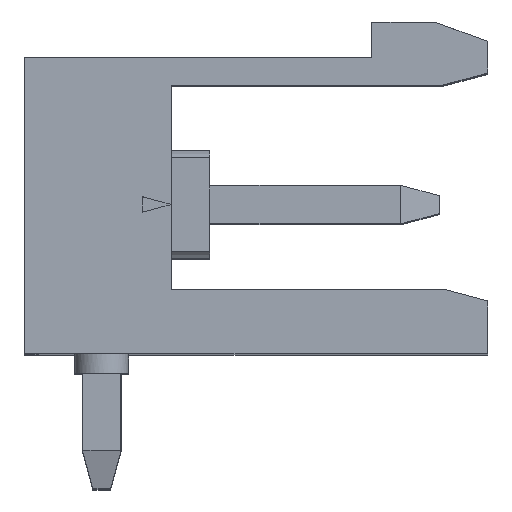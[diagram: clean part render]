
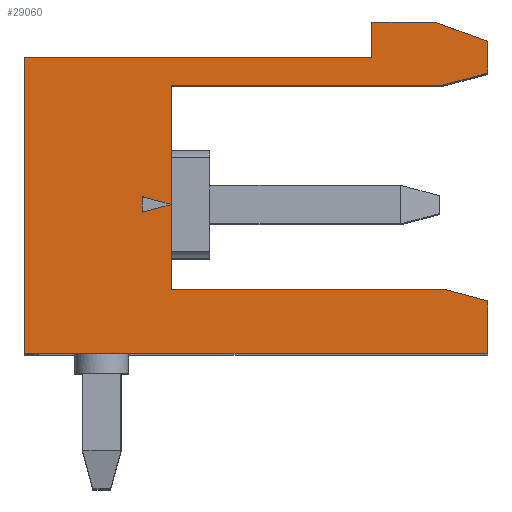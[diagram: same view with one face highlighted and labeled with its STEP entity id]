
A CAD part, top view. The second image highlights one B-rep face of the part: STEP entity #29060.
In plain terms, the highlighted planar face has unit normal (0, 0, 1).
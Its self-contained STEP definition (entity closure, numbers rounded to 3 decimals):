
#10990=CARTESIAN_POINT('',(36.627,45.443
   ,2.54));
#11000=VERTEX_POINT('',#10990);
#11030=CARTESIAN_POINT('',(36.627,0.
   ,2.54));
#11040=DIRECTION('',(0.,-1.,
   0.));
#11050=VECTOR('',#11040,1.);
#11060=LINE('',#11030,#11050);
#11070=CARTESIAN_POINT('',(36.627,37.773
   ,2.54));
#11080=VERTEX_POINT('',#11070);
#11090=EDGE_CURVE('',#11000,#11080,#11060,.T.);
#11770=CARTESIAN_POINT('',(39.677,41.844
   ,2.54));
#11780=VERTEX_POINT('',#11770);
#11930=CARTESIAN_POINT('',(39.677,41.442
   ,2.54));
#11940=VERTEX_POINT('',#11930);
#11970=CARTESIAN_POINT('',(39.677,0.
   ,2.54));
#11980=DIRECTION('',(0.,-1.,
   0.));
#11990=VECTOR('',#11980,1.);
#12000=LINE('',#11970,#11990);
#12010=EDGE_CURVE('',#11780,#11940,#12000,.T.);
#12220=CARTESIAN_POINT('',(48.627,45.048
   ,2.54));
#12230=VERTEX_POINT('',#12220);
#12400=CARTESIAN_POINT('',(47.464,44.736
   ,2.54));
#12410=VERTEX_POINT('',#12400);
#12440=CARTESIAN_POINT('',(0.,32.018
   ,2.54));
#12450=DIRECTION('',(0.966,0.259,
   0.));
#12460=VECTOR('',#12450,1.);
#12470=LINE('',#12440,#12460);
#12480=EDGE_CURVE('',#12410,#12230,#12470,.T.);
#15960=CARTESIAN_POINT('',(48.627,0.
   ,2.54));
#15970=DIRECTION('',(0.,1.,
   0.));
#15980=VECTOR('',#15970,1.);
#15990=LINE('',#15960,#15980);
#16000=CARTESIAN_POINT('',(48.627,45.873
   ,2.54));
#16010=VERTEX_POINT('',#16000);
#16020=EDGE_CURVE('',#12230,#16010,#15990,.T.);
#18090=CARTESIAN_POINT('',(40.427,41.643
   ,2.54));
#18100=VERTEX_POINT('',#18090);
#18220=CARTESIAN_POINT('',(-0.05,
   52.488,2.54));
#18230=DIRECTION('',(-0.966,0.259,
   0.));
#18240=VECTOR('',#18230,1.);
#18250=LINE('',#18220,#18240);
#18260=EDGE_CURVE('',#18100,#11780,#18250,.T.);
#21610=CARTESIAN_POINT('',(48.627,39.143
   ,2.54));
#21620=VERTEX_POINT('',#21610);
#21670=CARTESIAN_POINT('',(0.,52.172
   ,2.54));
#21680=DIRECTION('',(0.966,-0.259,
   0.));
#21690=VECTOR('',#21680,1.);
#21700=LINE('',#21670,#21690);
#21710=CARTESIAN_POINT('',(47.507,39.443
   ,2.54));
#21720=VERTEX_POINT('',#21710);
#21730=EDGE_CURVE('',#21720,#21620,#21700,.T.);
#22390=CARTESIAN_POINT('',(0.,46.373
   ,2.54));
#22400=DIRECTION('',(-1.,0.,
   0.));
#22410=VECTOR('',#22400,1.);
#22420=LINE('',#22390,#22410);
#22430=CARTESIAN_POINT('',(47.253,46.373
   ,2.54));
#22440=VERTEX_POINT('',#22430);
#22450=CARTESIAN_POINT('',(45.627,46.373
   ,2.54));
#22460=VERTEX_POINT('',#22450);
#22470=EDGE_CURVE('',#22440,#22460,#22420,.T.);
#27100=CARTESIAN_POINT('',(-0.05,
   30.797,2.54));
#27110=DIRECTION('',(0.966,0.259,
   0.));
#27120=VECTOR('',#27110,1.);
#27130=LINE('',#27100,#27120);
#27140=EDGE_CURVE('',#11940,#18100,#27130,.T.);
#28130=CARTESIAN_POINT('',(40.427,39.443
   ,2.54));
#28140=VERTEX_POINT('',#28130);
#28240=CARTESIAN_POINT('',(0.,39.443
   ,2.54));
#28250=DIRECTION('',(-1.,0.,
   0.));
#28260=VECTOR('',#28250,1.);
#28270=LINE('',#28240,#28260);
#28280=EDGE_CURVE('',#21720,#28140,#28270,.T.);
#28400=CARTESIAN_POINT('',(39.845,39.69
   ,2.54));
#28410=DIRECTION('',(0.,0.,
   1.));
#28420=DIRECTION('',(1.,0.,
   0.));
#28430=AXIS2_PLACEMENT_3D('',#28400,#28410,#28420);
#28440=PLANE('',#28430);
#28450=ORIENTED_EDGE('',*,*,#27140,.F.);
#28460=CARTESIAN_POINT('',(40.427,0.
   ,2.54));
#28470=DIRECTION('',(0.,1.,
   0.));
#28480=VECTOR('',#28470,1.);
#28490=LINE('',#28460,#28480);
#28500=EDGE_CURVE('',#28140,#18100,#28490,.T.);
#28510=ORIENTED_EDGE('',*,*,#28500,.T.);
#28520=ORIENTED_EDGE('',*,*,#28280,.T.);
#28530=ORIENTED_EDGE('',*,*,#21730,.F.);
#28540=CARTESIAN_POINT('',(48.627,0.
   ,2.54));
#28550=DIRECTION('',(0.,1.,
   0.));
#28560=VECTOR('',#28550,1.);
#28570=LINE('',#28540,#28560);
#28580=CARTESIAN_POINT('',(48.627,37.773
   ,2.54));
#28590=VERTEX_POINT('',#28580);
#28600=EDGE_CURVE('',#28590,#21620,#28570,.T.);
#28610=ORIENTED_EDGE('',*,*,#28600,.T.);
#28620=CARTESIAN_POINT('',(0.,37.773
   ,2.54));
#28630=DIRECTION('',(1.,0.,
   0.));
#28640=VECTOR('',#28630,1.);
#28650=LINE('',#28620,#28640);
#28660=EDGE_CURVE('',#11080,#28590,#28650,.T.);
#28670=ORIENTED_EDGE('',*,*,#28660,.T.);
#28680=ORIENTED_EDGE('',*,*,#11090,.T.);
#28690=CARTESIAN_POINT('',(0.,45.443
   ,2.54));
#28700=DIRECTION('',(-1.,0.,
   0.));
#28710=VECTOR('',#28700,1.);
#28720=LINE('',#28690,#28710);
#28730=CARTESIAN_POINT('',(45.627,45.443
   ,2.54));
#28740=VERTEX_POINT('',#28730);
#28750=EDGE_CURVE('',#28740,#11000,#28720,.T.);
#28760=ORIENTED_EDGE('',*,*,#28750,.T.);
#28770=CARTESIAN_POINT('',(45.627,0.
   ,2.54));
#28780=DIRECTION('',(0.,-1.,
   0.));
#28790=VECTOR('',#28780,1.);
#28800=LINE('',#28770,#28790);
#28810=EDGE_CURVE('',#22460,#28740,#28800,.T.);
#28820=ORIENTED_EDGE('',*,*,#28810,.T.);
#28830=ORIENTED_EDGE('',*,*,#22470,.T.);
#28840=CARTESIAN_POINT('',(0.,63.571
   ,2.54));
#28850=DIRECTION('',(-0.94,0.342,
   0.));
#28860=VECTOR('',#28850,1.);
#28870=LINE('',#28840,#28860);
#28880=EDGE_CURVE('',#16010,#22440,#28870,.T.);
#28890=ORIENTED_EDGE('',*,*,#28880,.T.);
#28900=ORIENTED_EDGE('',*,*,#16020,.T.);
#28910=ORIENTED_EDGE('',*,*,#12480,.T.);
#28920=CARTESIAN_POINT('',(0.,44.736
   ,2.54));
#28930=DIRECTION('',(1.,0.,
   0.));
#28940=VECTOR('',#28930,1.);
#28950=LINE('',#28920,#28940);
#28960=CARTESIAN_POINT('',(40.427,44.736
   ,2.54));
#28970=VERTEX_POINT('',#28960);
#28980=EDGE_CURVE('',#28970,#12410,#28950,.T.);
#28990=ORIENTED_EDGE('',*,*,#28980,.T.);
#29000=EDGE_CURVE('',#18100,#28970,#28490,.T.);
#29010=ORIENTED_EDGE('',*,*,#29000,.T.);
#29020=ORIENTED_EDGE('',*,*,#18260,.F.);
#29030=ORIENTED_EDGE('',*,*,#12010,.F.);
#29040=EDGE_LOOP('',(#29030,#29020,#29010,#28990,#28910,#28900,#28890,
   #28830,#28820,#28760,#28680,#28670,#28610,#28530,#28520,#28510,#28450
   ));
#29050=FACE_OUTER_BOUND('',#29040,.T.);
#29060=ADVANCED_FACE('',(#29050),#28440,.T.);
